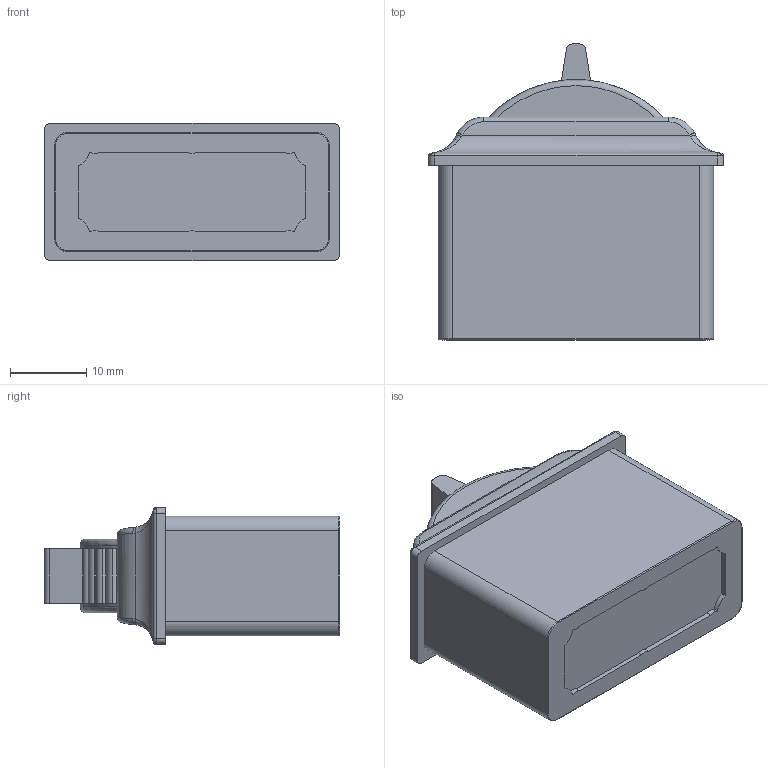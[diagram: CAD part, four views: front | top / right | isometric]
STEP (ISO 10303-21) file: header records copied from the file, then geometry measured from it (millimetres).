
FILE_DESCRIPTION (( 'STEP AP214' ), '1' );
FILE_NAME ('TW11BLK12.STEP', '2019-12-11T00:35:36', ( '' ), ( '' ), 'SwSTEP 2.0', 'SolidWorks 2018', '' );
FILE_SCHEMA (( 'AUTOMOTIVE_DESIGN' ));
Length unit declared in the file: inch
Products named in the file (1): TW11BLK12
Bounding box: 38.76 x 38.89 x 18.03 mm (x, y, z)
Surface area: 4871.6 mm2 (no closed solid volume)
Topology: 0 solids, 1 shells, 180 faces, 485 edges, 302 vertices
Faces by surface type: cylinder 83, plane 67, bspline 24, torus 6
Entity records: 8568 total; most frequent: CARTESIAN_POINT 1732, DIRECTION 971, ORIENTED_EDGE 930, EDGE_CURVE 485, AXIS2_PLACEMENT_3D 381, VERTEX_POINT 302, CIRCLE 224, LINE 209
